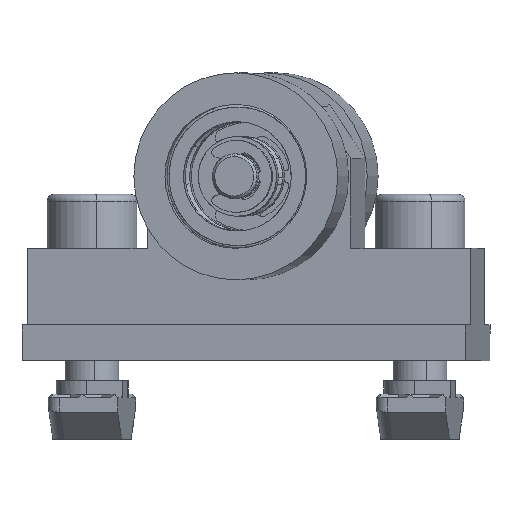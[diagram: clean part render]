
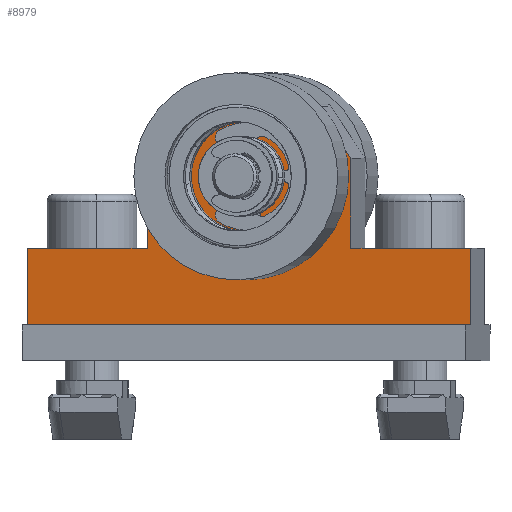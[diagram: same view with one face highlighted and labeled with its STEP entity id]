
A CAD part, left-side view. The second image highlights one B-rep face of the part: STEP entity #8979.
In plain terms, the highlighted planar face has unit normal (-0.985, 0.172, 0).
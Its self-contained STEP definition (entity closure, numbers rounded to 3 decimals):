
#26 = ORIENTED_EDGE ( 'NONE', *, *, #2219, .T. ) ;
#38 = ORIENTED_EDGE ( 'NONE', *, *, #3216, .T. ) ;
#197 = CARTESIAN_POINT ( 'NONE',  ( 140.522, 139.307, -13.821 ) ) ;
#207 = DIRECTION ( 'NONE',  ( 0.173, 0.985, 0. ) ) ;
#326 = LINE ( 'NONE', #3210, #12346 ) ;
#371 = CARTESIAN_POINT ( 'NONE',  ( 140.522, 139.307, -13.821 ) ) ;
#469 = VERTEX_POINT ( 'NONE', #6026 ) ;
#707 = DIRECTION ( 'NONE',  ( 0.173, 0.985, 0. ) ) ;
#808 = CARTESIAN_POINT ( 'NONE',  ( 143.753, 157.759, -8.321 ) ) ;
#855 = VERTEX_POINT ( 'NONE', #10231 ) ;
#972 = VECTOR ( 'NONE', #9219, 1000. ) ;
#1006 = ORIENTED_EDGE ( 'NONE', *, *, #3494, .F. ) ;
#1015 = EDGE_CURVE ( 'NONE', #12822, #8132, #6438, .T. ) ;
#1058 = ORIENTED_EDGE ( 'NONE', *, *, #10099, .T. ) ;
#1104 = CARTESIAN_POINT ( 'NONE',  ( 146.819, 175.26, -32.321 ) ) ;
#1193 = CARTESIAN_POINT ( 'NONE',  ( 142.29, 149.404, -19.621 ) ) ;
#1272 = DIRECTION ( 'NONE',  ( -0.173, -0.985, 0. ) ) ;
#1318 = DIRECTION ( 'NONE',  ( 0.985, -0.173, 0. ) ) ;
#1325 = EDGE_CURVE ( 'NONE', #4851, #13686, #326, .T. ) ;
#1491 = CARTESIAN_POINT ( 'NONE',  ( 141.186, 143.101, -8.044 ) ) ;
#1618 = VERTEX_POINT ( 'NONE', #1104 ) ;
#1619 = DIRECTION ( 'NONE',  ( 0., 0., -1. ) ) ;
#1739 = CARTESIAN_POINT ( 'NONE',  ( 143.825, 158.169, -8.044 ) ) ;
#1753 = ORIENTED_EDGE ( 'NONE', *, *, #11452, .T. ) ;
#1857 = CARTESIAN_POINT ( 'NONE',  ( 144.49, 161.963, -13.821 ) ) ;
#1932 = ORIENTED_EDGE ( 'NONE', *, *, #11843, .T. ) ;
#1962 = CARTESIAN_POINT ( 'NONE',  ( 140.522, 139.307, -32.321 ) ) ;
#2090 = DIRECTION ( 'NONE',  ( 0.985, -0.173, 0. ) ) ;
#2103 = DIRECTION ( 'NONE',  ( 0., 0., -1. ) ) ;
#2138 = AXIS2_PLACEMENT_3D ( 'NONE', #7631, #12052, #1272 ) ;
#2146 = CARTESIAN_POINT ( 'NONE',  ( 144.49, 161.963, -23.821 ) ) ;
#2214 = CARTESIAN_POINT ( 'NONE',  ( 143.753, 157.759, -7.821 ) ) ;
#2219 = EDGE_CURVE ( 'NONE', #13794, #12059, #8502, .T. ) ;
#2276 = VERTEX_POINT ( 'NONE', #1857 ) ;
#2318 = DIRECTION ( 'NONE',  ( -0.173, -0.985, 0. ) ) ;
#2407 = CARTESIAN_POINT ( 'NONE',  ( 141.258, 143.511, -7.821 ) ) ;
#2657 = EDGE_CURVE ( 'NONE', #8132, #11575, #8048, .T. ) ;
#2661 = EDGE_CURVE ( 'NONE', #469, #1618, #5614, .T. ) ;
#2772 = ORIENTED_EDGE ( 'NONE', *, *, #9497, .F. ) ;
#2786 = VECTOR ( 'NONE', #11116, 1000. ) ;
#3052 = LINE ( 'NONE', #8397, #10365 ) ;
#3210 = CARTESIAN_POINT ( 'NONE',  ( 146.819, 175.26, -7.821 ) ) ;
#3216 = EDGE_CURVE ( 'NONE', #12059, #1618, #10754, .T. ) ;
#3250 = CARTESIAN_POINT ( 'NONE',  ( 146.819, 175.26, -23.998 ) ) ;
#3494 = EDGE_CURVE ( 'NONE', #6246, #13686, #11684, .T. ) ;
#3713 = CARTESIAN_POINT ( 'NONE',  ( 142.318, 149.561, -21.021 ) ) ;
#3764 = FACE_OUTER_BOUND ( 'NONE', #10337, .T. ) ;
#3908 = ORIENTED_EDGE ( 'NONE', *, *, #4790, .T. ) ;
#3976 = EDGE_CURVE ( 'NONE', #6746, #469, #8136, .T. ) ;
#4193 = CIRCLE ( 'NONE', #8775, 0.5 ) ;
#4614 = VERTEX_POINT ( 'NONE', #11555 ) ;
#4702 = DIRECTION ( 'NONE',  ( -0.985, 0.173, 0. ) ) ;
#4790 = EDGE_CURVE ( 'NONE', #11575, #13264, #12329, .T. ) ;
#4824 = CARTESIAN_POINT ( 'NONE',  ( 142.694, 151.709, -20.861 ) ) ;
#4839 = AXIS2_PLACEMENT_3D ( 'NONE', #808, #6446, #13026 ) ;
#4851 = VERTEX_POINT ( 'NONE', #2407 ) ;
#5028 = VECTOR ( 'NONE', #10738, 1000. ) ;
#5083 = VECTOR ( 'NONE', #2103, 1000. ) ;
#5123 = LINE ( 'NONE', #1962, #10382 ) ;
#5573 = AXIS2_PLACEMENT_3D ( 'NONE', #11209, #4702, #1619 ) ;
#5614 = LINE ( 'NONE', #7893, #2786 ) ;
#5901 = LINE ( 'NONE', #197, #12178 ) ;
#5996 = CARTESIAN_POINT ( 'NONE',  ( 138.193, 126.01, -23.998 ) ) ;
#6026 = CARTESIAN_POINT ( 'NONE',  ( 138.193, 126.01, -32.321 ) ) ;
#6246 = VERTEX_POINT ( 'NONE', #1739 ) ;
#6329 = LINE ( 'NONE', #9346, #7870 ) ;
#6438 = LINE ( 'NONE', #10811, #5028 ) ;
#6446 = DIRECTION ( 'NONE',  ( 0.985, -0.173, 0. ) ) ;
#6744 = CARTESIAN_POINT ( 'NONE',  ( 142.506, 150.635, -15.821 ) ) ;
#6746 = VERTEX_POINT ( 'NONE', #11619 ) ;
#6819 = DIRECTION ( 'NONE',  ( 0., 0., -1. ) ) ;
#7084 = VECTOR ( 'NONE', #6819, 1000. ) ;
#7403 = ORIENTED_EDGE ( 'NONE', *, *, #7836, .T. ) ;
#7631 = CARTESIAN_POINT ( 'NONE',  ( 142.318, 149.561, -20.861 ) ) ;
#7836 = EDGE_CURVE ( 'NONE', #10914, #4614, #3052, .T. ) ;
#7870 = VECTOR ( 'NONE', #12913, 1000. ) ;
#7893 = CARTESIAN_POINT ( 'NONE',  ( 146.819, 175.26, -32.321 ) ) ;
#7927 = ORIENTED_EDGE ( 'NONE', *, *, #3976, .F. ) ;
#7975 = CARTESIAN_POINT ( 'NONE',  ( 142.721, 151.866, -19.621 ) ) ;
#7979 = CARTESIAN_POINT ( 'NONE',  ( 144.49, 161.963, -32.321 ) ) ;
#8041 = ORIENTED_EDGE ( 'NONE', *, *, #9079, .T. ) ;
#8048 = CIRCLE ( 'NONE', #12383, 4. ) ;
#8122 = DIRECTION ( 'NONE',  ( 0.096, 0.546, 0.832 ) ) ;
#8132 = VERTEX_POINT ( 'NONE', #7975 ) ;
#8136 = LINE ( 'NONE', #5996, #972 ) ;
#8397 = CARTESIAN_POINT ( 'NONE',  ( 146.819, 175.26, -21.021 ) ) ;
#8502 = LINE ( 'NONE', #2146, #11008 ) ;
#8775 = AXIS2_PLACEMENT_3D ( 'NONE', #14027, #2090, #10815 ) ;
#8827 = ORIENTED_EDGE ( 'NONE', *, *, #2661, .F. ) ;
#8856 = EDGE_CURVE ( 'NONE', #13264, #10914, #12859, .T. ) ;
#8979 = ADVANCED_FACE ( 'NONE', ( #3764, #11414 ), #9127, .T. ) ;
#8982 = EDGE_CURVE ( 'NONE', #13915, #9057, #5901, .T. ) ;
#9055 = DIRECTION ( 'NONE',  ( 0.985, -0.173, 0. ) ) ;
#9057 = VERTEX_POINT ( 'NONE', #1491 ) ;
#9079 = EDGE_CURVE ( 'NONE', #2276, #13794, #10069, .T. ) ;
#9116 = ORIENTED_EDGE ( 'NONE', *, *, #2657, .T. ) ;
#9127 = PLANE ( 'NONE',  #5573 ) ;
#9219 = DIRECTION ( 'NONE',  ( 0., 0., -1. ) ) ;
#9346 = CARTESIAN_POINT ( 'NONE',  ( 143.825, 158.169, -8.044 ) ) ;
#9383 = ORIENTED_EDGE ( 'NONE', *, *, #8982, .T. ) ;
#9473 = DIRECTION ( 'NONE',  ( 0., 0., 1. ) ) ;
#9497 = EDGE_CURVE ( 'NONE', #4851, #9057, #4193, .T. ) ;
#9566 = AXIS2_PLACEMENT_3D ( 'NONE', #4824, #9055, #10197 ) ;
#9767 = EDGE_CURVE ( 'NONE', #6246, #2276, #6329, .T. ) ;
#10069 = LINE ( 'NONE', #7979, #10357 ) ;
#10074 = CARTESIAN_POINT ( 'NONE',  ( 142.29, 149.404, -19.621 ) ) ;
#10099 = EDGE_CURVE ( 'NONE', #855, #13915, #5123, .T. ) ;
#10197 = DIRECTION ( 'NONE',  ( -0.173, -0.985, 0. ) ) ;
#10231 = CARTESIAN_POINT ( 'NONE',  ( 140.522, 139.307, -23.821 ) ) ;
#10337 = EDGE_LOOP ( 'NONE', ( #1058, #9383, #2772, #11925, #1006, #13818, #8041, #26, #38, #8827, #7927, #1753 ) ) ;
#10357 = VECTOR ( 'NONE', #13353, 1000. ) ;
#10365 = VECTOR ( 'NONE', #12695, 1000. ) ;
#10382 = VECTOR ( 'NONE', #9473, 1000. ) ;
#10499 = LINE ( 'NONE', #13840, #11831 ) ;
#10728 = EDGE_LOOP ( 'NONE', ( #12220, #7403, #1932, #10828, #9116, #3908 ) ) ;
#10738 = DIRECTION ( 'NONE',  ( 0., 0., 1. ) ) ;
#10754 = LINE ( 'NONE', #3250, #5083 ) ;
#10811 = CARTESIAN_POINT ( 'NONE',  ( 142.721, 151.866, -20.861 ) ) ;
#10815 = DIRECTION ( 'NONE',  ( 0., 0., 1. ) ) ;
#10828 = ORIENTED_EDGE ( 'NONE', *, *, #1015, .T. ) ;
#10914 = VERTEX_POINT ( 'NONE', #3713 ) ;
#10922 = CARTESIAN_POINT ( 'NONE',  ( 142.721, 151.866, -20.861 ) ) ;
#10938 = CIRCLE ( 'NONE', #9566, 0.16 ) ;
#11008 = VECTOR ( 'NONE', #12999, 1000. ) ;
#11116 = DIRECTION ( 'NONE',  ( 0.173, 0.985, 0. ) ) ;
#11209 = CARTESIAN_POINT ( 'NONE',  ( 146.819, 175.26, -32.321 ) ) ;
#11414 = FACE_BOUND ( 'NONE', #10728, .T. ) ;
#11452 = EDGE_CURVE ( 'NONE', #6746, #855, #10499, .T. ) ;
#11474 = CARTESIAN_POINT ( 'NONE',  ( 146.819, 175.26, -23.821 ) ) ;
#11555 = CARTESIAN_POINT ( 'NONE',  ( 142.694, 151.709, -21.021 ) ) ;
#11575 = VERTEX_POINT ( 'NONE', #10074 ) ;
#11619 = CARTESIAN_POINT ( 'NONE',  ( 138.193, 126.01, -23.821 ) ) ;
#11684 = CIRCLE ( 'NONE', #4839, 0.5 ) ;
#11831 = VECTOR ( 'NONE', #707, 1000. ) ;
#11843 = EDGE_CURVE ( 'NONE', #4614, #12822, #10938, .T. ) ;
#11925 = ORIENTED_EDGE ( 'NONE', *, *, #1325, .T. ) ;
#12052 = DIRECTION ( 'NONE',  ( 0.985, -0.173, 0. ) ) ;
#12059 = VERTEX_POINT ( 'NONE', #11474 ) ;
#12178 = VECTOR ( 'NONE', #8122, 1000. ) ;
#12220 = ORIENTED_EDGE ( 'NONE', *, *, #8856, .T. ) ;
#12329 = LINE ( 'NONE', #1193, #7084 ) ;
#12346 = VECTOR ( 'NONE', #207, 1000. ) ;
#12383 = AXIS2_PLACEMENT_3D ( 'NONE', #6744, #1318, #2318 ) ;
#12695 = DIRECTION ( 'NONE',  ( 0.173, 0.985, 0. ) ) ;
#12822 = VERTEX_POINT ( 'NONE', #10922 ) ;
#12859 = CIRCLE ( 'NONE', #2138, 0.16 ) ;
#12863 = CARTESIAN_POINT ( 'NONE',  ( 144.49, 161.963, -23.821 ) ) ;
#12913 = DIRECTION ( 'NONE',  ( 0.096, 0.546, -0.832 ) ) ;
#12999 = DIRECTION ( 'NONE',  ( 0.173, 0.985, 0. ) ) ;
#13026 = DIRECTION ( 'NONE',  ( 0., 0., -1. ) ) ;
#13264 = VERTEX_POINT ( 'NONE', #14034 ) ;
#13353 = DIRECTION ( 'NONE',  ( 0., 0., -1. ) ) ;
#13686 = VERTEX_POINT ( 'NONE', #2214 ) ;
#13794 = VERTEX_POINT ( 'NONE', #12863 ) ;
#13818 = ORIENTED_EDGE ( 'NONE', *, *, #9767, .T. ) ;
#13840 = CARTESIAN_POINT ( 'NONE',  ( 146.819, 175.26, -23.821 ) ) ;
#13915 = VERTEX_POINT ( 'NONE', #371 ) ;
#14027 = CARTESIAN_POINT ( 'NONE',  ( 141.258, 143.511, -8.321 ) ) ;
#14034 = CARTESIAN_POINT ( 'NONE',  ( 142.29, 149.404, -20.861 ) ) ;
